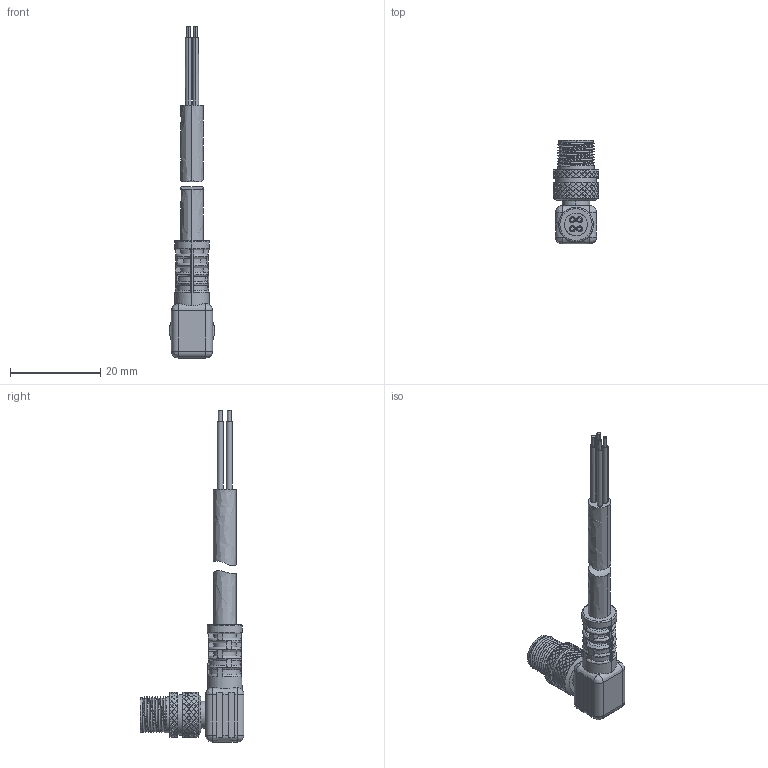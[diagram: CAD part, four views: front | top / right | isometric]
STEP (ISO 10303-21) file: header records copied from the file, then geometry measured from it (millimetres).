
FILE_DESCRIPTION( ('This file contains a STEP AP42 implementation' ,'as created by ZW3D STEP Interface translator.') ,'2;1' );
FILE_NAME( '8-C-MA4TZ-X07X.stp' ,'2011 6.164343', (''), ('ZWCAD Software Co.'), 'Version 1.0', 'ZW3D to STEP translator', '' );
FILE_SCHEMA(('AUTOMOTIVE_DESIGN'));
Length unit declared in the file: millimetre
Products named in the file (3): 0; 6-C-FA4TZ-X07X; 7-C-MS4TZ-X07X
Assembly tree (1 placements, depth 2):
  0
  6-C-FA4TZ-X07X
    7-C-MS4TZ-X07X
Bounding box: 10 x 23 x 73.5 mm (x, y, z)
Volume: 1040.7 mm3; surface area: 2547.6 mm2
Topology: 2 solids, 3 shells, 1662 faces, 3783 edges, 2097 vertices
Faces by surface type: bspline 1662
Entity records: 57774 total; most frequent: CARTESIAN_POINT 35933, ORIENTED_EDGE 7446, EDGE_CURVE 3723, VERTEX_POINT 2089, B_SPLINE_CURVE_WITH_KNOTS 1719, EDGE_LOOP 1676, FACE_OUTER_BOUND 1658, ADVANCED_FACE 1658
